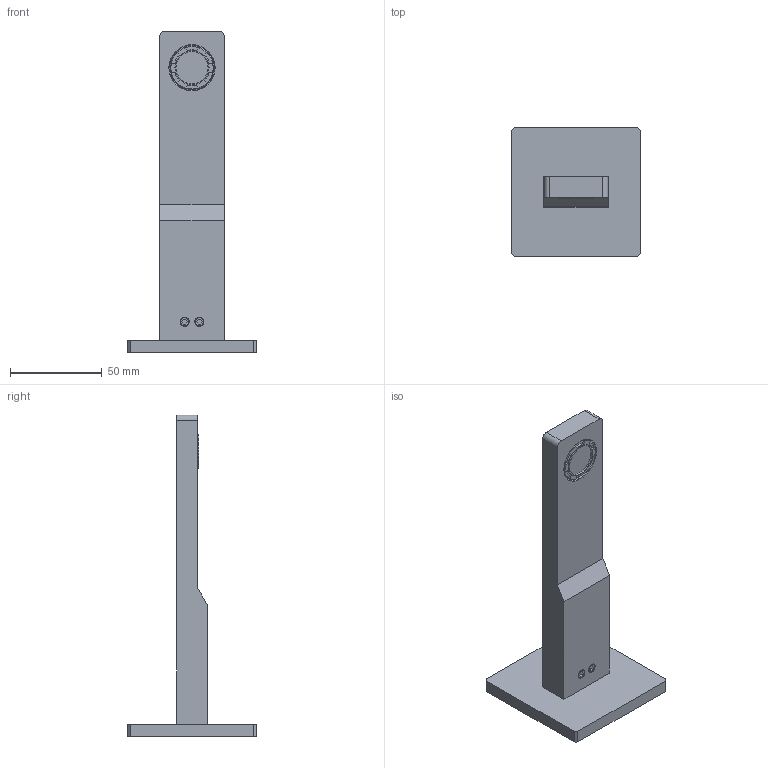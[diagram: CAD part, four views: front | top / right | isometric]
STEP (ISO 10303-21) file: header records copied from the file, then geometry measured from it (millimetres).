
FILE_DESCRIPTION((''),'2;1');
FILE_NAME('ZBOC120CR','2021-11-03T13:28:38',('ut3'),('PAFFONI SpA'),'CREO PARAMETRIC BY PTC INC, 2020044','CREO PARAMETRIC BY PTC INC, 2020044','');
FILE_SCHEMA(('CONFIG_CONTROL_DESIGN','SHAPE_APPEARANCE_LAYERS_GROUPS'));
Length unit declared in the file: millimetre
Products named in the file (1): ZBOC120CR
Bounding box: 70 x 70 x 175 mm (x, y, z)
Volume: 95968.7 mm3; surface area: 34823.2 mm2
Topology: 1 solids, 1 shells, 223 faces, 536 edges, 333 vertices
Faces by surface type: plane 101, cylinder 68, cone 40, torus 10, bspline 4
Entity records: 8588 total; most frequent: CARTESIAN_POINT 1700, DIRECTION 1142, ORIENTED_EDGE 1060, EDGE_CURVE 530, AXIS2_PLACEMENT_3D 439, VERTEX_POINT 333, VECTOR 264, LINE 264
